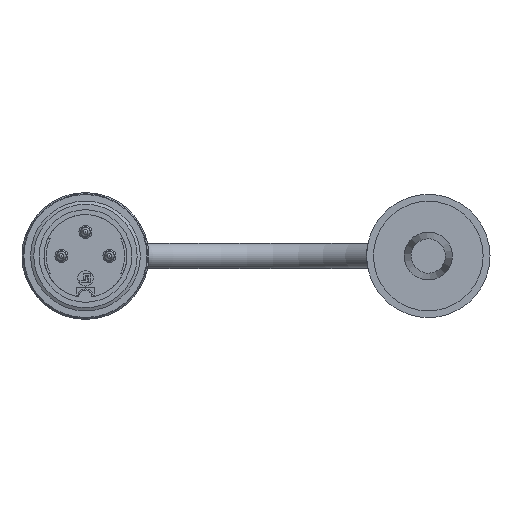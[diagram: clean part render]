
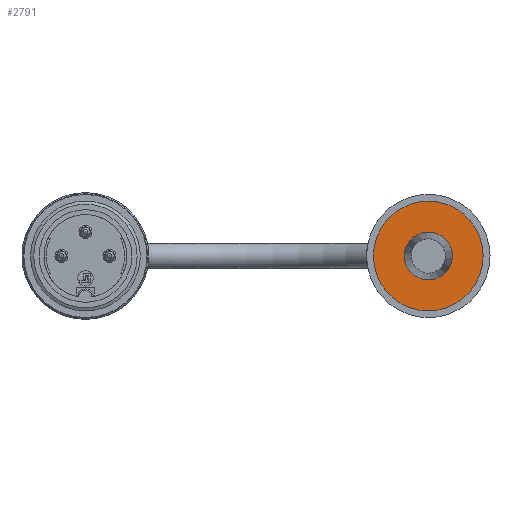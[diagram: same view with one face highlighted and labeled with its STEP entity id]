
A CAD part, left-side view. The second image highlights one B-rep face of the part: STEP entity #2791.
In plain terms, the highlighted planar face has unit normal (-1, 0, 0).
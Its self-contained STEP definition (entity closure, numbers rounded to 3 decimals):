
#67=FACE_BOUND('',#385,.T.);
#203=FACE_OUTER_BOUND('',#384,.T.);
#384=EDGE_LOOP('',(#1815));
#385=EDGE_LOOP('',(#1816));
#647=CIRCLE('',#3006,3.5);
#648=CIRCLE('',#3008,8.);
#1191=VERTEX_POINT('',#4209);
#1192=VERTEX_POINT('',#4212);
#1447=EDGE_CURVE('',#1191,#1191,#647,.T.);
#1448=EDGE_CURVE('',#1192,#1192,#648,.T.);
#1815=ORIENTED_EDGE('',*,*,#1448,.F.);
#1816=ORIENTED_EDGE('',*,*,#1447,.T.);
#2507=PLANE('',#3007);
#2791=ADVANCED_FACE('',(#203,#67),#2507,.T.);
#3006=AXIS2_PLACEMENT_3D('',#4210,#3376,#3377);
#3007=AXIS2_PLACEMENT_3D('',#4211,#3378,#3379);
#3008=AXIS2_PLACEMENT_3D('',#4213,#3380,#3381);
#3376=DIRECTION('center_axis',(1.,0.,0.));
#3377=DIRECTION('ref_axis',(0.,-0.339,0.941));
#3378=DIRECTION('center_axis',(-1.,0.,0.));
#3379=DIRECTION('ref_axis',(0.,0.339,-0.941));
#3380=DIRECTION('center_axis',(1.,0.,0.));
#3381=DIRECTION('ref_axis',(0.,-0.339,0.941));
#4209=CARTESIAN_POINT('',(-20.,-3.293,-1.187));
#4210=CARTESIAN_POINT('Origin',(-20.,0.,
0.));
#4211=CARTESIAN_POINT('Origin',(-20.,-7.526,-2.713));
#4212=CARTESIAN_POINT('',(-20.,-7.526,-2.713));
#4213=CARTESIAN_POINT('Origin',(-20.,0.,
0.));
